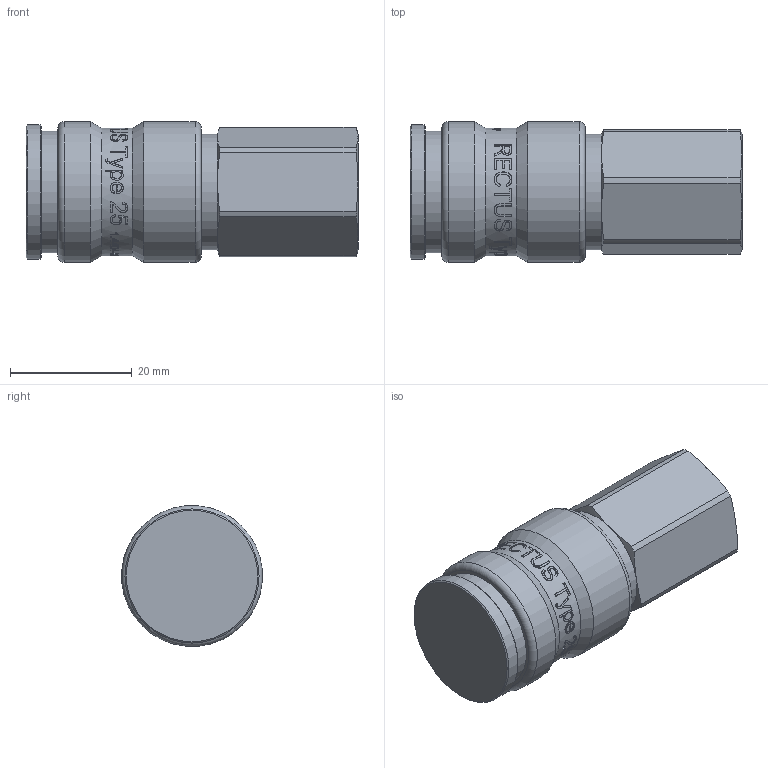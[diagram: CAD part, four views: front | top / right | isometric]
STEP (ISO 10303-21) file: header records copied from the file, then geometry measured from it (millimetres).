
FILE_DESCRIPTION((''),'2;1');
FILE_NAME('25kaiw17evx.stp','2013-03-04T12:49:46',('IA176480'),(''),'Autodesk Inventor 2011','Autodesk Inventor 2011','');
FILE_SCHEMA(('AUTOMOTIVE_DESIGN { 1 0 10303 214 1 1 1 1 }'));
Length unit declared in the file: millimetre
Products named in the file (1): D106030
Bounding box: 54.5 x 23.07 x 23.07 mm (x, y, z)
Volume: 16427.1 mm3; surface area: 8451.7 mm2
Topology: 2 solids, 4 shells, 604 faces, 1592 edges, 1057 vertices
Faces by surface type: bspline 255, plane 238, cylinder 83, cone 25, torus 3
Full cylindrical faces by diameter (mm): 14 x1, 14.1 x1, 14.95 x1, 15.1 x1, 15.3 x1, 16 x2, 17.2 x1, 17.25 x1, 18.95 x1, 19.35 x1, 20 x1, 20.05 x1, 21 x1, 22 x1, 23.15 x2
Entity records: 82786 total; most frequent: CARTESIAN_POINT 69507, ORIENTED_EDGE 3072, DIRECTION 1684, EDGE_CURVE 1536, VERTEX_POINT 1041, B_SPLINE_CURVE_WITH_KNOTS 728, EDGE_LOOP 711, FACE_OUTER_BOUND 604
